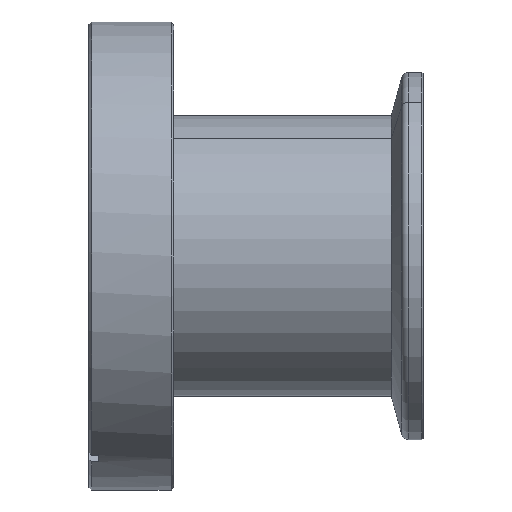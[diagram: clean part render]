
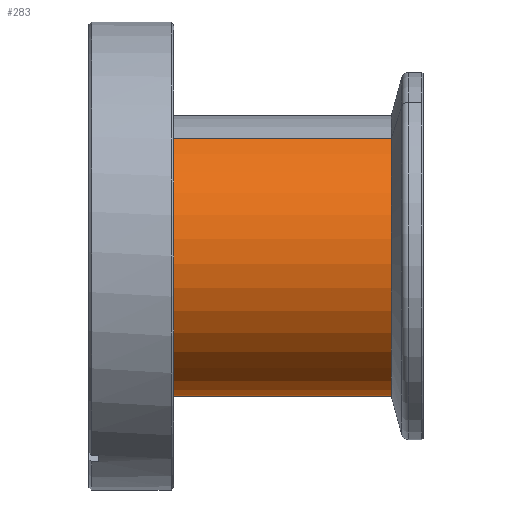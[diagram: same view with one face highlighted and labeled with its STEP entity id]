
A CAD part, left-side view. The second image highlights one B-rep face of the part: STEP entity #283.
In plain terms, the highlighted cylindrical face has radius 21 mm (diameter 42 mm), a partial arc.
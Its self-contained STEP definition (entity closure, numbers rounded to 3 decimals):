
#98 = CARTESIAN_POINT ( 'NONE',  ( 0., 50.906, 0. ) ) ;
#173 = DIRECTION ( 'NONE',  ( 0., 1., 0. ) ) ;
#206 = CARTESIAN_POINT ( 'NONE',  ( 0., 0., 21. ) ) ;
#283 = ADVANCED_FACE ( 'NONE', ( #2026 ), #2423, .T. ) ;
#322 = CARTESIAN_POINT ( 'NONE',  ( 0., 0., -21. ) ) ;
#345 = VERTEX_POINT ( 'NONE', #206 ) ;
#354 = ORIENTED_EDGE ( 'NONE', *, *, #1726, .F. ) ;
#467 = AXIS2_PLACEMENT_3D ( 'NONE', #2188, #1024, #2380 ) ;
#529 = CIRCLE ( 'NONE', #575, 21. ) ;
#560 = CIRCLE ( 'NONE', #467, 21. ) ;
#575 = AXIS2_PLACEMENT_3D ( 'NONE', #1366, #173, #1560 ) ;
#622 = AXIS2_PLACEMENT_3D ( 'NONE', #98, #906, #1680 ) ;
#826 = CARTESIAN_POINT ( 'NONE',  ( 0., 50.906, -21. ) ) ;
#906 = DIRECTION ( 'NONE',  ( 0., 1., 0. ) ) ;
#978 = VECTOR ( 'NONE', #2008, 1000. ) ;
#979 = ORIENTED_EDGE ( 'NONE', *, *, #1760, .T. ) ;
#1002 = VERTEX_POINT ( 'NONE', #1767 ) ;
#1024 = DIRECTION ( 'NONE',  ( 0., 1., 0. ) ) ;
#1216 = CARTESIAN_POINT ( 'NONE',  ( 0., 50.906, 21. ) ) ;
#1366 = CARTESIAN_POINT ( 'NONE',  ( 0., 0., 0. ) ) ;
#1414 = DIRECTION ( 'NONE',  ( 0., 1., 0. ) ) ;
#1442 = VERTEX_POINT ( 'NONE', #322 ) ;
#1468 = CARTESIAN_POINT ( 'NONE',  ( 0., 39.958, 21. ) ) ;
#1560 = DIRECTION ( 'NONE',  ( 0., 0., 1. ) ) ;
#1602 = EDGE_LOOP ( 'NONE', ( #2198, #979, #354, #2285 ) ) ;
#1680 = DIRECTION ( 'NONE',  ( 0., 0., 1. ) ) ;
#1726 = EDGE_CURVE ( 'NONE', #1861, #1002, #560, .T. ) ;
#1760 = EDGE_CURVE ( 'NONE', #1442, #1002, #2020, .T. ) ;
#1767 = CARTESIAN_POINT ( 'NONE',  ( 0., 39.958, -21. ) ) ;
#1861 = VERTEX_POINT ( 'NONE', #1468 ) ;
#2008 = DIRECTION ( 'NONE',  ( 0., 1., 0. ) ) ;
#2020 = LINE ( 'NONE', #826, #978 ) ;
#2026 = FACE_OUTER_BOUND ( 'NONE', #1602, .T. ) ;
#2064 = EDGE_CURVE ( 'NONE', #345, #1861, #2383, .T. ) ;
#2188 = CARTESIAN_POINT ( 'NONE',  ( 0., 39.958, 0. ) ) ;
#2198 = ORIENTED_EDGE ( 'NONE', *, *, #2398, .T. ) ;
#2285 = ORIENTED_EDGE ( 'NONE', *, *, #2064, .F. ) ;
#2320 = VECTOR ( 'NONE', #1414, 1000. ) ;
#2380 = DIRECTION ( 'NONE',  ( 0., 0., 1. ) ) ;
#2383 = LINE ( 'NONE', #1216, #2320 ) ;
#2398 = EDGE_CURVE ( 'NONE', #345, #1442, #529, .T. ) ;
#2423 = CYLINDRICAL_SURFACE ( 'NONE', #622, 21. ) ;
